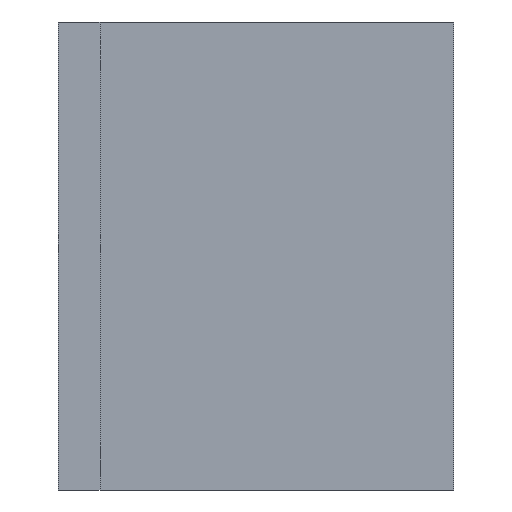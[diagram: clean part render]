
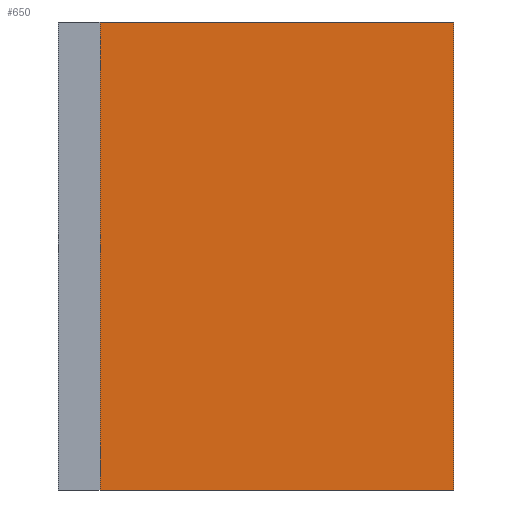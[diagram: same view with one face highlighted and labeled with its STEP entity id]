
A CAD part, left-side view. The second image highlights one B-rep face of the part: STEP entity #650.
In plain terms, the highlighted planar face has unit normal (-1, 0, 0).
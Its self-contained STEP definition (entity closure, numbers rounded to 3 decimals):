
#14 = ORIENTED_EDGE ( 'NONE', *, *, #715, .F. ) ;
#62 = CARTESIAN_POINT ( 'NONE',  ( -11.5, -1., -22.5 ) ) ;
#65 = ORIENTED_EDGE ( 'NONE', *, *, #677, .F. ) ;
#78 = CARTESIAN_POINT ( 'NONE',  ( -11.5, -33., -22.5 ) ) ;
#79 = CARTESIAN_POINT ( 'NONE',  ( -11.5, -35., 22.5 ) ) ;
#112 = CARTESIAN_POINT ( 'NONE',  ( -11.5, -1., -22.5 ) ) ;
#122 = LINE ( 'NONE', #943, #678 ) ;
#133 = VECTOR ( 'NONE', #681, 1000. ) ;
#136 = VECTOR ( 'NONE', #775, 1000. ) ;
#159 = ORIENTED_EDGE ( 'NONE', *, *, #260, .T. ) ;
#178 = AXIS2_PLACEMENT_3D ( 'NONE', #78, #372, #293 ) ;
#186 = CARTESIAN_POINT ( 'NONE',  ( -11.5, -35., -22.5 ) ) ;
#193 = VERTEX_POINT ( 'NONE', #186 ) ;
#198 = CARTESIAN_POINT ( 'NONE',  ( -11.5, -1., 22.5 ) ) ;
#233 = CARTESIAN_POINT ( 'NONE',  ( -11.5, -33., -22.5 ) ) ;
#260 = EDGE_CURVE ( 'NONE', #294, #815, #891, .T. ) ;
#293 = DIRECTION ( 'NONE',  ( 0., 0., -1. ) ) ;
#294 = VERTEX_POINT ( 'NONE', #198 ) ;
#340 = EDGE_CURVE ( 'NONE', #411, #294, #122, .T. ) ;
#372 = DIRECTION ( 'NONE',  ( 1., 0., 0. ) ) ;
#383 = VECTOR ( 'NONE', #909, 1000. ) ;
#411 = VERTEX_POINT ( 'NONE', #79 ) ;
#575 = DIRECTION ( 'NONE',  ( 0., 1., 0. ) ) ;
#604 = EDGE_LOOP ( 'NONE', ( #159, #14, #65, #749 ) ) ;
#637 = LINE ( 'NONE', #750, #383 ) ;
#650 = ADVANCED_FACE ( 'NONE', ( #665 ), #740, .F. ) ;
#665 = FACE_OUTER_BOUND ( 'NONE', #604, .T. ) ;
#677 = EDGE_CURVE ( 'NONE', #411, #193, #637, .T. ) ;
#678 = VECTOR ( 'NONE', #575, 1000. ) ;
#681 = DIRECTION ( 'NONE',  ( 0., 1., 0. ) ) ;
#715 = EDGE_CURVE ( 'NONE', #193, #815, #834, .T. ) ;
#740 = PLANE ( 'NONE',  #178 ) ;
#749 = ORIENTED_EDGE ( 'NONE', *, *, #340, .T. ) ;
#750 = CARTESIAN_POINT ( 'NONE',  ( -11.5, -35., -22.5 ) ) ;
#775 = DIRECTION ( 'NONE',  ( 0., 0., -1. ) ) ;
#815 = VERTEX_POINT ( 'NONE', #112 ) ;
#834 = LINE ( 'NONE', #233, #133 ) ;
#891 = LINE ( 'NONE', #62, #136 ) ;
#909 = DIRECTION ( 'NONE',  ( 0., 0., -1. ) ) ;
#943 = CARTESIAN_POINT ( 'NONE',  ( -11.5, -33., 22.5 ) ) ;
